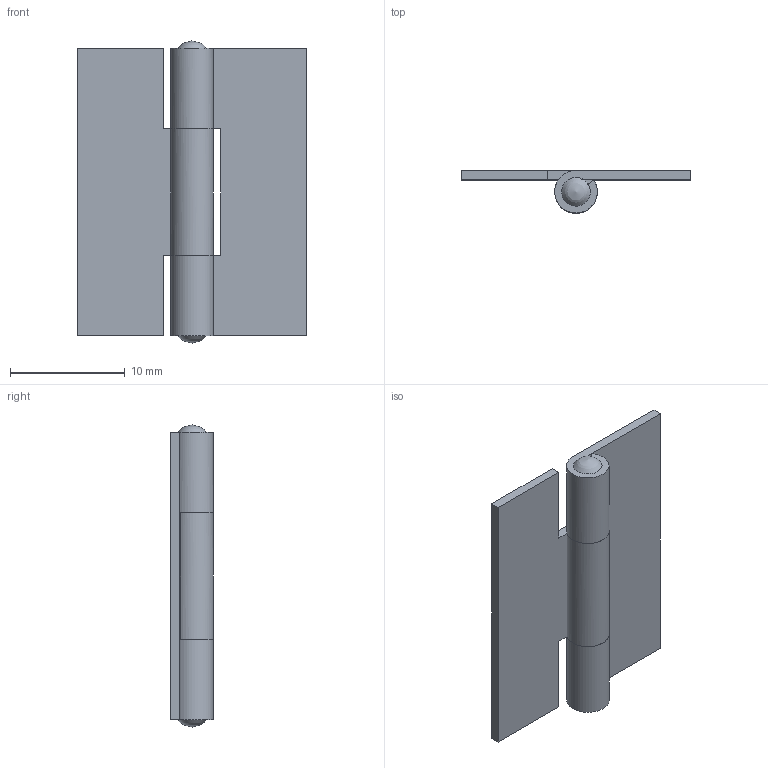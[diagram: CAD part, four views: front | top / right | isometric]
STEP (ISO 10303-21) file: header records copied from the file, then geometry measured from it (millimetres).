
FILE_DESCRIPTION((''),'2;1');
FILE_NAME('','2008-05-01T21:07:05',(''),(''),'','CADfix','');
FILE_SCHEMA(('AUTOMOTIVE_DESIGN { 1 0 10303 214 1 1 1 1 }'));
Length unit declared in the file: millimetre
Bounding box: 20 x 3.7 x 26.3 mm (x, y, z)
Volume: 593.4 mm3; surface area: 1591.3 mm2
Topology: 3 solids, 3 shells, 32 faces, 82 edges, 58 vertices
Faces by surface type: bspline 32
Entity records: 1795 total; most frequent: CARTESIAN_POINT 1247, ORIENTED_EDGE 164, EDGE_CURVE 82, VERTEX_POINT 58, QUASI_UNIFORM_CURVE 58, EDGE_LOOP 34, FACE_OUTER_BOUND 32, ADVANCED_FACE 32
